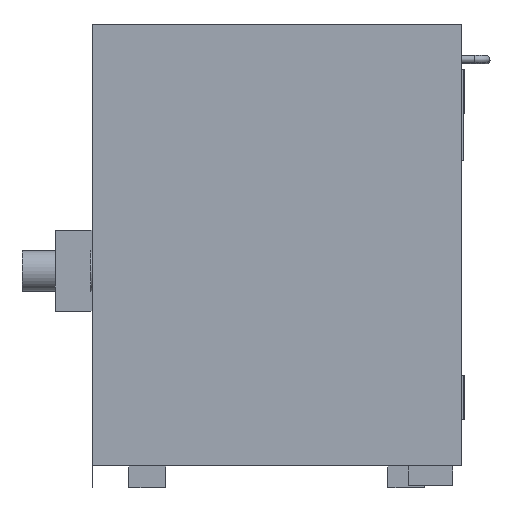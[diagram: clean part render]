
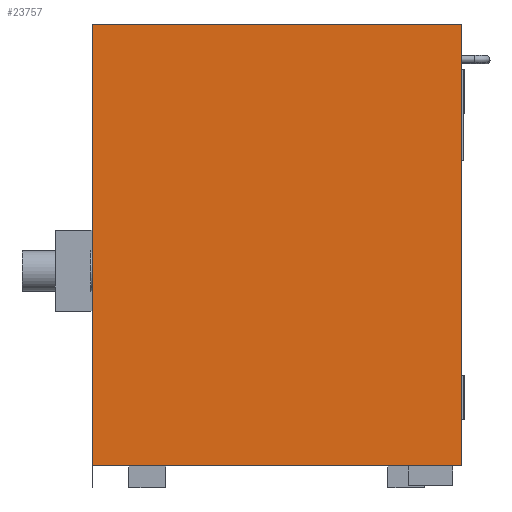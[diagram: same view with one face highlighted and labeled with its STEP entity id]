
A CAD part, left-side view. The second image highlights one B-rep face of the part: STEP entity #23757.
In plain terms, the highlighted planar face has unit normal (-1, 0, 0).
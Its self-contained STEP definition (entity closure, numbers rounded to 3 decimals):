
#1306=PLANE('',#25197);
#2238=FACE_OUTER_BOUND('',#3568,.T.);
#3568=EDGE_LOOP('',(#16263,#16264,#16265,#16266,#16267,#16268));
#5291=LINE('',#31431,#7810);
#5323=LINE('',#31497,#7842);
#5331=LINE('',#31514,#7850);
#5333=LINE('',#31518,#7852);
#5400=LINE('',#31655,#7919);
#5412=LINE('',#31696,#7931);
#7810=VECTOR('',#26549,10.);
#7842=VECTOR('',#26615,10.);
#7850=VECTOR('',#26633,10.);
#7852=VECTOR('',#26637,10.);
#7919=VECTOR('',#26752,10.);
#7931=VECTOR('',#26804,10.);
#10293=VERTEX_POINT('',#31429);
#10294=VERTEX_POINT('',#31430);
#10310=VERTEX_POINT('',#31493);
#10315=VERTEX_POINT('',#31512);
#10316=VERTEX_POINT('',#31516);
#10362=VERTEX_POINT('',#31653);
#12555=EDGE_CURVE('',#10293,#10294,#5291,.T.);
#12589=EDGE_CURVE('',#10294,#10310,#5323,.T.);
#12597=EDGE_CURVE('',#10293,#10315,#5331,.T.);
#12599=EDGE_CURVE('',#10316,#10315,#5333,.T.);
#12666=EDGE_CURVE('',#10362,#10316,#5400,.T.);
#12682=EDGE_CURVE('',#10310,#10362,#5412,.T.);
#16263=ORIENTED_EDGE('',*,*,#12682,.F.);
#16264=ORIENTED_EDGE('',*,*,#12589,.F.);
#16265=ORIENTED_EDGE('',*,*,#12555,.F.);
#16266=ORIENTED_EDGE('',*,*,#12597,.T.);
#16267=ORIENTED_EDGE('',*,*,#12599,.F.);
#16268=ORIENTED_EDGE('',*,*,#12666,.F.);
#23757=ADVANCED_FACE('',(#2238),#1306,.T.);
#25197=AXIS2_PLACEMENT_3D('',#31695,#26802,#26803);
#26549=DIRECTION('',(0.,0.,1.));
#26615=DIRECTION('',(0.,-1.,0.));
#26633=DIRECTION('',(0.,-1.,0.));
#26637=DIRECTION('',(0.,0.,-1.));
#26752=DIRECTION('',(0.,1.,0.));
#26802=DIRECTION('center_axis',(-1.,0.,0.));
#26803=DIRECTION('ref_axis',(0.,-1.,0.));
#26804=DIRECTION('',(0.,0.,-1.));
#31429=CARTESIAN_POINT('',(-551.,251.25,-329.94));
#31430=CARTESIAN_POINT('',(-551.,251.25,300.44));
#31431=CARTESIAN_POINT('',(-551.,251.25,0.));
#31493=CARTESIAN_POINT('',(-551.,-251.25,300.44));
#31497=CARTESIAN_POINT('',(-551.,251.25,300.44));
#31512=CARTESIAN_POINT('',(-551.,251.15,-329.94));
#31514=CARTESIAN_POINT('',(-551.,251.25,-329.94));
#31516=CARTESIAN_POINT('',(-551.,251.15,-300.44));
#31518=CARTESIAN_POINT('',(-551.,251.15,-329.94));
#31653=CARTESIAN_POINT('',(-551.,-251.25,-300.44));
#31655=CARTESIAN_POINT('',(-551.,251.25,-300.44));
#31695=CARTESIAN_POINT('Origin',(-551.,251.25,0.));
#31696=CARTESIAN_POINT('',(-551.,-251.25,0.));
